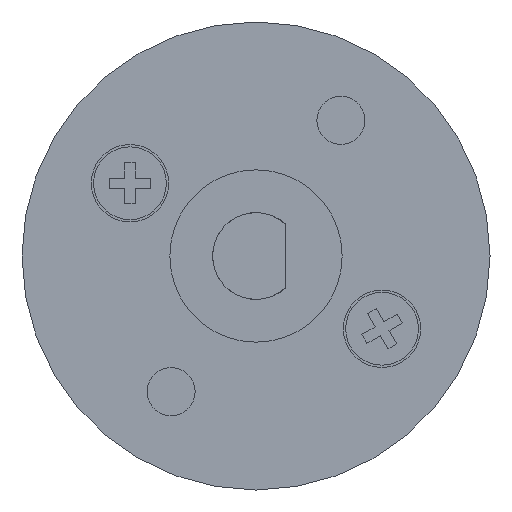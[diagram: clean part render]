
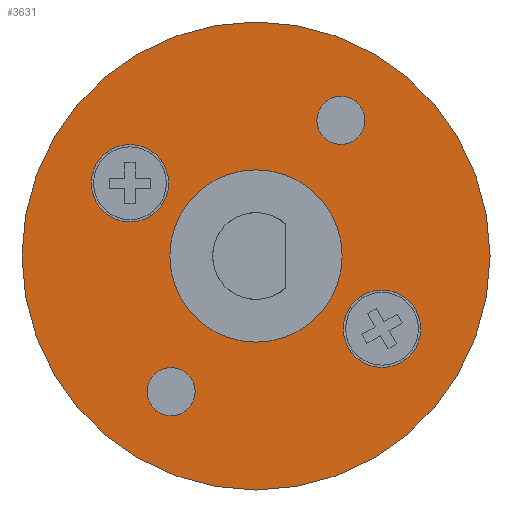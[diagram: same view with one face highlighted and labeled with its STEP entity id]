
A CAD part, left-side view. The second image highlights one B-rep face of the part: STEP entity #3631.
In plain terms, the highlighted planar face has unit normal (-1, 0, 0).
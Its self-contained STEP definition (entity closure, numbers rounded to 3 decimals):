
#53=FACE_BOUND('',#327,.T.);
#54=FACE_BOUND('',#328,.T.);
#55=FACE_BOUND('',#329,.T.);
#56=FACE_BOUND('',#330,.T.);
#57=FACE_BOUND('',#331,.T.);
#81=PLANE('',#4117);
#169=FACE_OUTER_BOUND('',#326,.T.);
#326=EDGE_LOOP('',(#2942));
#327=EDGE_LOOP('',(#2943));
#328=EDGE_LOOP('',(#2944));
#329=EDGE_LOOP('',(#2945));
#330=EDGE_LOOP('',(#2946));
#331=EDGE_LOOP('',(#2947));
#520=CIRCLE('',#4118,8.04);
#521=CIRCLE('',#4119,0.826);
#522=CIRCLE('',#4120,1.33);
#523=CIRCLE('',#4121,2.96);
#524=CIRCLE('',#4122,1.33);
#525=CIRCLE('',#4123,0.826);
#1610=VERTEX_POINT('',#5749);
#1611=VERTEX_POINT('',#5751);
#1612=VERTEX_POINT('',#5753);
#1613=VERTEX_POINT('',#5755);
#1614=VERTEX_POINT('',#5757);
#1615=VERTEX_POINT('',#5759);
#2276=EDGE_CURVE('',#1610,#1610,#520,.T.);
#2277=EDGE_CURVE('',#1611,#1611,#521,.T.);
#2278=EDGE_CURVE('',#1612,#1612,#522,.T.);
#2279=EDGE_CURVE('',#1613,#1613,#523,.T.);
#2280=EDGE_CURVE('',#1614,#1614,#524,.T.);
#2281=EDGE_CURVE('',#1615,#1615,#525,.T.);
#2942=ORIENTED_EDGE('',*,*,#2276,.T.);
#2943=ORIENTED_EDGE('',*,*,#2277,.T.);
#2944=ORIENTED_EDGE('',*,*,#2278,.T.);
#2945=ORIENTED_EDGE('',*,*,#2279,.T.);
#2946=ORIENTED_EDGE('',*,*,#2280,.T.);
#2947=ORIENTED_EDGE('',*,*,#2281,.T.);
#3631=ADVANCED_FACE('',(#169,#53,#54,#55,#56,#57),#81,.T.);
#4117=AXIS2_PLACEMENT_3D('',#5748,#4557,#4558);
#4118=AXIS2_PLACEMENT_3D('',#5750,#4559,#4560);
#4119=AXIS2_PLACEMENT_3D('',#5752,#4561,#4562);
#4120=AXIS2_PLACEMENT_3D('',#5754,#4563,#4564);
#4121=AXIS2_PLACEMENT_3D('',#5756,#4565,#4566);
#4122=AXIS2_PLACEMENT_3D('',#5758,#4567,#4568);
#4123=AXIS2_PLACEMENT_3D('',#5760,#4569,#4570);
#4557=DIRECTION('center_axis',(-1.,0.,0.));
#4558=DIRECTION('ref_axis',(0.,0.,1.));
#4559=DIRECTION('center_axis',(-1.,0.,0.));
#4560=DIRECTION('ref_axis',(0.,0.,
-1.));
#4561=DIRECTION('center_axis',(1.,0.,0.));
#4562=DIRECTION('ref_axis',(0.,0.,
1.));
#4563=DIRECTION('center_axis',(1.,0.,0.));
#4564=DIRECTION('ref_axis',(0.,0.,
1.));
#4565=DIRECTION('center_axis',(1.,0.,0.));
#4566=DIRECTION('ref_axis',(0.,0.,
1.));
#4567=DIRECTION('center_axis',(1.,0.,0.));
#4568=DIRECTION('ref_axis',(0.,0.,
1.));
#4569=DIRECTION('center_axis',(1.,0.,0.));
#4570=DIRECTION('ref_axis',(0.,0.,
1.));
#5748=CARTESIAN_POINT('Origin',(-12.58,-8.136,0.));
#5749=CARTESIAN_POINT('',(-12.58,0.,8.04));
#5750=CARTESIAN_POINT('Origin',(-12.58,0.,0.));
#5751=CARTESIAN_POINT('',(-12.58,2.918,-5.488));
#5752=CARTESIAN_POINT('Origin',(-12.58,2.918,-4.662));
#5753=CARTESIAN_POINT('',(-12.58,4.33,1.17));
#5754=CARTESIAN_POINT('Origin',(-12.58,4.33,2.5));
#5755=CARTESIAN_POINT('',(-12.58,0.,-2.96));
#5756=CARTESIAN_POINT('Origin',(-12.58,0.,0.));
#5757=CARTESIAN_POINT('',(-12.58,-4.33,-3.83));
#5758=CARTESIAN_POINT('Origin',(-12.58,-4.33,-2.5));
#5759=CARTESIAN_POINT('',(-12.58,-2.918,3.837));
#5760=CARTESIAN_POINT('Origin',(-12.58,-2.918,4.662));
